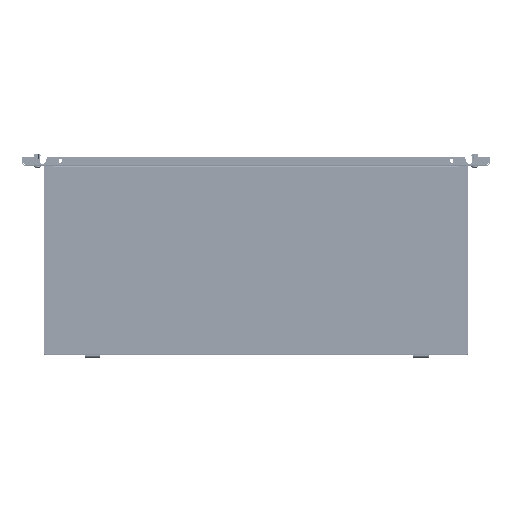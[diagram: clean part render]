
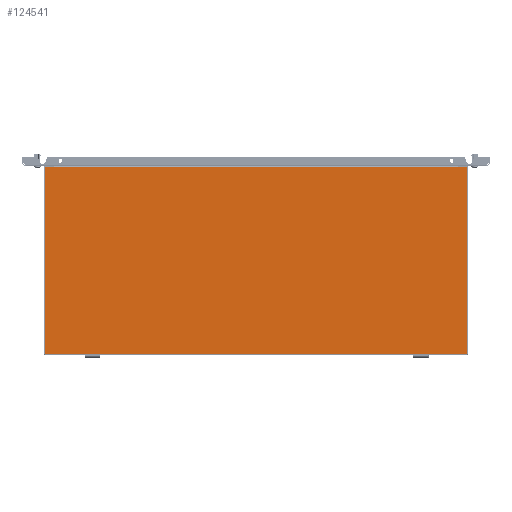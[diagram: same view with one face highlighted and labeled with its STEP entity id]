
A CAD part, front view. The second image highlights one B-rep face of the part: STEP entity #124541.
In plain terms, the highlighted face is planar.
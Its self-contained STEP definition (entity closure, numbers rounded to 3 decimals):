
#30676 = LINE ( 'NONE', #30722, #36403 ) ;
#30707 = LINE ( 'NONE', #30715, #36406 ) ;
#30715 = CARTESIAN_POINT ( 'NONE',  ( 448.5, 198.5, 1.5 ) ) ;
#30719 = DIRECTION ( 'NONE',  ( 0., 1., 0. ) ) ;
#30722 = CARTESIAN_POINT ( 'NONE',  ( 448.5, 198.49, 1.5 ) ) ;
#30732 = DIRECTION ( 'NONE',  ( -1., 0., 0. ) ) ;
#30736 = LINE ( 'NONE', #30743, #36413 ) ;
#30743 = CARTESIAN_POINT ( 'NONE',  ( -448.5, 198.5, 1.5 ) ) ;
#30746 = DIRECTION ( 'NONE',  ( 0., -1., 0. ) ) ;
#30750 = LINE ( 'NONE', #30757, #36417 ) ;
#30757 = CARTESIAN_POINT ( 'NONE',  ( -448.5, -198.5, 1.5 ) ) ;
#30761 = DIRECTION ( 'NONE',  ( 1., 0., 0. ) ) ;
#30765 = LINE ( 'NONE', #30771, #36422 ) ;
#30771 = CARTESIAN_POINT ( 'NONE',  ( -430., -198.5, 1.5 ) ) ;
#30775 = DIRECTION ( 'NONE',  ( 0., -1., 0. ) ) ;
#30779 = LINE ( 'NONE', #30786, #36425 ) ;
#30786 = CARTESIAN_POINT ( 'NONE',  ( -430., -199.99, 1.5 ) ) ;
#30790 = DIRECTION ( 'NONE',  ( 1., 0., 0. ) ) ;
#30794 = LINE ( 'NONE', #30800, #36428 ) ;
#30800 = CARTESIAN_POINT ( 'NONE',  ( 430., -198.5, 1.5 ) ) ;
#30804 = DIRECTION ( 'NONE',  ( 0., 1., 0. ) ) ;
#30808 = LINE ( 'NONE', #30815, #36431 ) ;
#30815 = CARTESIAN_POINT ( 'NONE',  ( -448.5, -198.5, 1.5 ) ) ;
#30819 = DIRECTION ( 'NONE',  ( 1., 0., 0. ) ) ;
#36403 = VECTOR ( 'NONE', #30732, 1000. ) ;
#36406 = VECTOR ( 'NONE', #30719, 1000. ) ;
#36413 = VECTOR ( 'NONE', #30746, 1000. ) ;
#36417 = VECTOR ( 'NONE', #30761, 1000. ) ;
#36422 = VECTOR ( 'NONE', #30775, 1000. ) ;
#36425 = VECTOR ( 'NONE', #30790, 1000. ) ;
#36428 = VECTOR ( 'NONE', #30804, 1000. ) ;
#36431 = VECTOR ( 'NONE', #30819, 1000. ) ;
#44591 = ORIENTED_EDGE ( 'NONE', *, *, #93440, .T. ) ;
#44597 = ORIENTED_EDGE ( 'NONE', *, *, #93446, .T. ) ;
#44603 = ORIENTED_EDGE ( 'NONE', *, *, #93451, .T. ) ;
#44609 = ORIENTED_EDGE ( 'NONE', *, *, #93455, .T. ) ;
#44615 = ORIENTED_EDGE ( 'NONE', *, *, #93461, .T. ) ;
#44621 = ORIENTED_EDGE ( 'NONE', *, *, #93466, .T. ) ;
#44627 = ORIENTED_EDGE ( 'NONE', *, *, #93470, .T. ) ;
#44633 = ORIENTED_EDGE ( 'NONE', *, *, #93476, .T. ) ;
#49972 = VERTEX_POINT ( 'NONE', #137020 ) ;
#49974 = VERTEX_POINT ( 'NONE', #137024 ) ;
#49984 = VERTEX_POINT ( 'NONE', #137023 ) ;
#49986 = VERTEX_POINT ( 'NONE', #137041 ) ;
#49988 = VERTEX_POINT ( 'NONE', #137042 ) ;
#49989 = VERTEX_POINT ( 'NONE', #137050 ) ;
#49991 = VERTEX_POINT ( 'NONE', #137055 ) ;
#49993 = VERTEX_POINT ( 'NONE', #137058 ) ;
#93440 = EDGE_CURVE ( 'NONE', #49972, #49974, #30707, .T. ) ;
#93446 = EDGE_CURVE ( 'NONE', #49974, #49984, #30676, .T. ) ;
#93451 = EDGE_CURVE ( 'NONE', #49984, #49986, #30736, .T. ) ;
#93455 = EDGE_CURVE ( 'NONE', #49986, #49988, #30750, .T. ) ;
#93461 = EDGE_CURVE ( 'NONE', #49988, #49989, #30765, .T. ) ;
#93466 = EDGE_CURVE ( 'NONE', #49989, #49991, #30779, .T. ) ;
#93470 = EDGE_CURVE ( 'NONE', #49991, #49993, #30794, .T. ) ;
#93476 = EDGE_CURVE ( 'NONE', #49993, #49972, #30808, .T. ) ;
#106937 = CARTESIAN_POINT ( 'NONE',  ( -448.5, -198.5, 1.5 ) ) ;
#106944 = FACE_OUTER_BOUND ( 'NONE', #126128, .T. ) ;
#106945 = PLANE ( 'NONE',  #138421 ) ;
#106948 = DIRECTION ( 'NONE',  ( 0., 0., 1. ) ) ;
#106949 = DIRECTION ( 'NONE',  ( 1., 0., 0. ) ) ;
#124541 = ADVANCED_FACE ( 'NONE', ( #106944 ), #106945, .T. ) ;
#126128 = EDGE_LOOP ( 'NONE', ( #44591, #44597, #44603, #44609, #44615, #44621, #44627, #44633 ) ) ;
#137020 = CARTESIAN_POINT ( 'NONE',  ( 448.5, -198.5, 1.5 ) ) ;
#137023 = CARTESIAN_POINT ( 'NONE',  ( -448.5, 198.49, 1.5 ) ) ;
#137024 = CARTESIAN_POINT ( 'NONE',  ( 448.5, 198.49, 1.5 ) ) ;
#137041 = CARTESIAN_POINT ( 'NONE',  ( -448.5, -198.5, 1.5 ) ) ;
#137042 = CARTESIAN_POINT ( 'NONE',  ( -430., -198.5, 1.5 ) ) ;
#137050 = CARTESIAN_POINT ( 'NONE',  ( -430., -199.99, 1.5 ) ) ;
#137055 = CARTESIAN_POINT ( 'NONE',  ( 430., -199.99, 1.5 ) ) ;
#137058 = CARTESIAN_POINT ( 'NONE',  ( 430., -198.5, 1.5 ) ) ;
#138421 = AXIS2_PLACEMENT_3D ( 'NONE', #106937, #106948, #106949 ) ;
